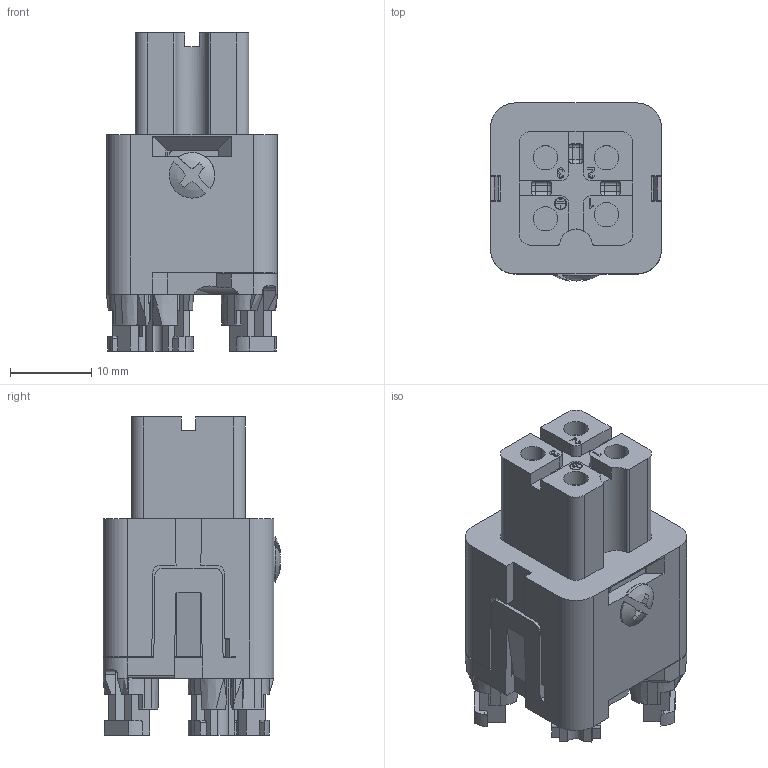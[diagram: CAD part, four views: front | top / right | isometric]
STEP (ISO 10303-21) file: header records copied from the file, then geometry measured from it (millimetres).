
FILE_DESCRIPTION(('Creo Elements/Direct Modeling STEP Export'),'2;1');
FILE_NAME('0ln7uvk4557agcc3652','2016-10-10T14:42:04',(''),(''),'PTC Creo Elements/Direct Modeling STEP processor for AP214 (Solid Model)','PTC Creo Elements/Direct Modeling 19.0E 27-Jun-2016 (C) Parametric Technology GmbH','');
FILE_SCHEMA(('AUTOMOTIVE_DESIGN { 1 0 10303 214 1 1 1 1 }'));
Length unit declared in the file: millimetre
Products named in the file (2): CKSHF_03
Assembly tree (1 placements, depth 2):
  CKSHF_03
    CKSHF_03
Bounding box: 21 x 21.87 x 39.1 mm (x, y, z)
Volume: 10488.7 mm3; surface area: 5987.6 mm2
Topology: 1 solids, 5 shells, 804 faces, 2617 edges, 1814 vertices
Faces by surface type: plane 559, cylinder 182, cone 37, sphere 17, bspline 9
Entity records: 37272 total; most frequent: CARTESIAN_POINT 7848, ORIENTED_EDGE 5204, DIRECTION 4341, EDGE_CURVE 2602, VECTOR 1951, LINE 1951, VERTEX_POINT 1814, AXIS2_PLACEMENT_3D 1195
